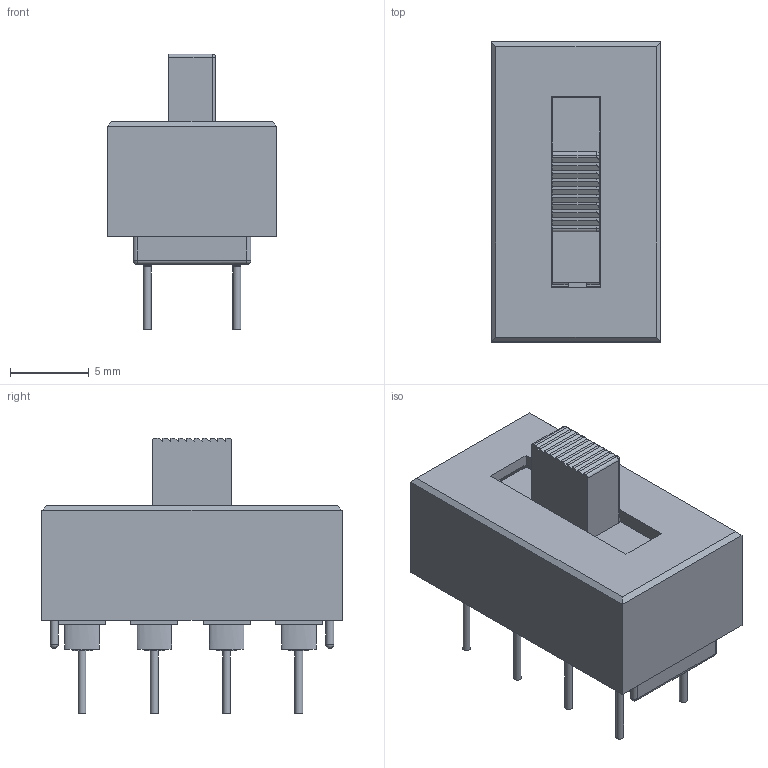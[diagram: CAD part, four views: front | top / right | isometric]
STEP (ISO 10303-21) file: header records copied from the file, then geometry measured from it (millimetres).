
FILE_DESCRIPTION(/* description */ (''),/* implementation_level */ '2;1');
FILE_NAME(/* name */ 'Slide_Switch.step',/* time_stamp */ '2017-11-03T15:23:32-06:00',/* author */ ('mscientistlab'),/* organization */ (''),/* preprocessor_version */ 'ST-DEVELOPER v16.13',/* originating_system */ 'Autodesk Translation Framework v6.5.0.72',/* authorisation */ '');
FILE_SCHEMA (('AUTOMOTIVE_DESIGN { 1 0 10303 214 3 1 1 }'));
Length unit declared in the file: millimetre
Products named in the file (3): Slide_Switch; Actuator; Main_Case
Assembly tree (2 placements, depth 2):
  Slide_Switch
    Actuator
    Main_Case
Bounding box: 10.79 x 19.1 x 17.54 mm (x, y, z)
Volume: 1436.1 mm3; surface area: 1977.7 mm2
Topology: 11 solids, 11 shells, 468 faces, 1231 edges, 803 vertices
Faces by surface type: plane 392, cylinder 54, bspline 16, sphere 6
Full cylindrical faces by diameter (mm): 0.5 x8
Entity records: 14604 total; most frequent: CARTESIAN_POINT 2777, ORIENTED_EDGE 2458, DIRECTION 2346, EDGE_CURVE 1229, LINE 1026, VECTOR 1026, VERTEX_POINT 803, AXIS2_PLACEMENT_3D 660
